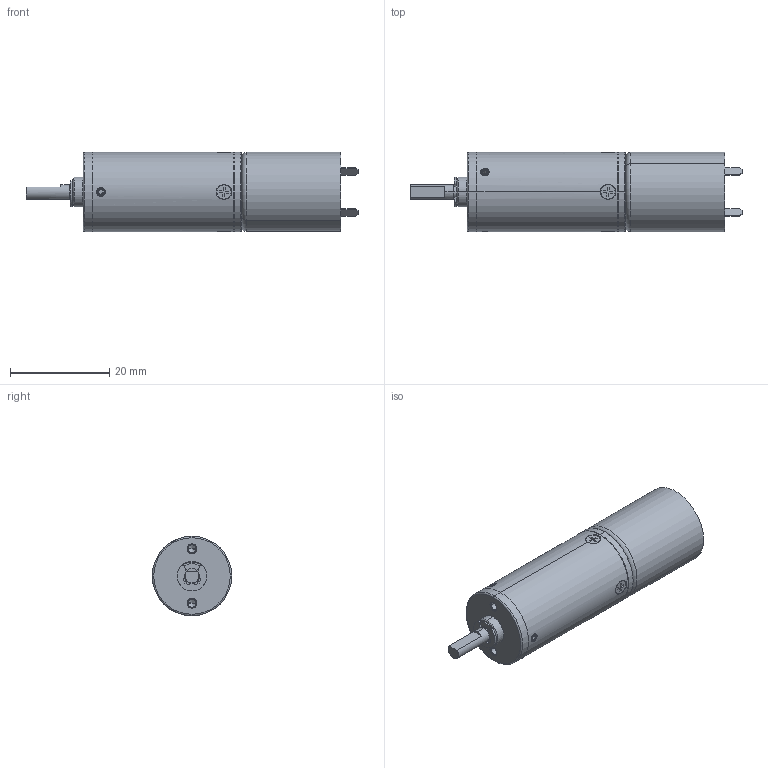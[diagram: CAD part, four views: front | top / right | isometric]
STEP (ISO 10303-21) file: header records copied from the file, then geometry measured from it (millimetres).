
FILE_DESCRIPTION((''),'2;1');
FILE_NAME('16RP-4B-000-FEI_ASM','2024-07-10T',('86157'),(''),'PRO/ENGINEER BY PARAMETRIC TECHNOLOGY CORPORATION, 2010280','PRO/ENGINEER BY PARAMETRIC TECHNOLOGY CORPORATION, 2010280','');
FILE_SCHEMA(('CONFIG_CONTROL_DESIGN'));
Length unit declared in the file: millimetre
Products named in the file (17): FEN-16RP-005-; FEN-16RP-003; 16RP-4B-001-FEI_ASM; FEN-16RP-008; 16RP-001; 16RP-4B-002_ASM; 16RP-4B-003_ASM; DM022P360001-WSH-22RP-001; FEN-16RP-009; DM016P530001; DM016P360001; DM016P380001; 16RP-004; MOTOR-CL1620; FEN-16RRP-0001-4B_ASM; M1-6; 16RP-4B-000-FEI_ASM
Assembly tree (21 placements, depth 4):
  16RP-4B-000-FEI_ASM
    16RP-4B-001-FEI_ASM
      FEN-16RP-005-
      FEN-16RP-003
    16RP-4B-003_ASM
      16RP-4B-002_ASM
        FEN-16RP-008
        16RP-001
    DM022P360001-WSH-22RP-001
    FEN-16RP-009
    DM016P530001
    DM016P360001
    DM016P380001  x3
    FEN-16RRP-0001-4B_ASM
      16RP-004
      MOTOR-CL1620
    M1-6  x4
Bounding box: 66.9 x 16 x 16 mm (x, y, z)
Volume: 7603 mm3; surface area: 8183.2 mm2
Topology: 17 solids, 25 shells, 1079 faces, 2808 edges, 1782 vertices
Faces by surface type: plane 426, cylinder 410, cone 103, extrusion 90, bspline 40, torus 10
Entity records: 33755 total; most frequent: CARTESIAN_POINT 10527, DIRECTION 4800, ORIENTED_EDGE 4782, EDGE_CURVE 2411, AXIS2_PLACEMENT_3D 1782, VERTEX_POINT 1536, VECTOR 1236, LINE 1146
